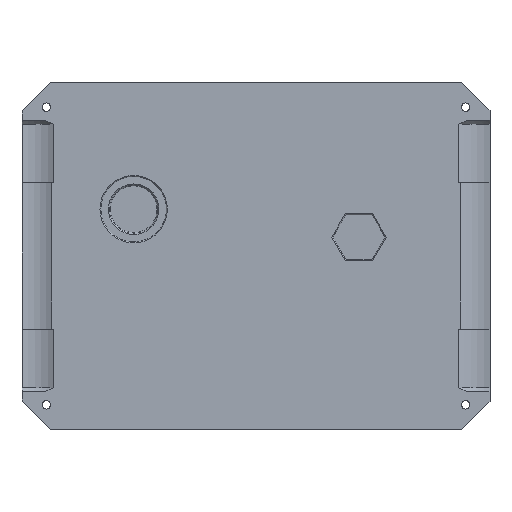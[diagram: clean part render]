
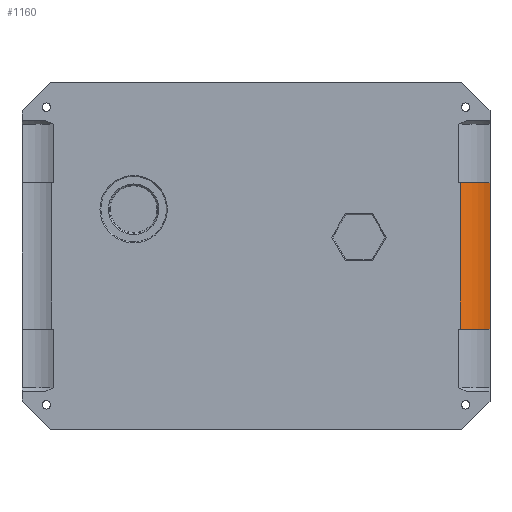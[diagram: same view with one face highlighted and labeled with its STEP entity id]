
A CAD part, top view. The second image highlights one B-rep face of the part: STEP entity #1160.
In plain terms, the highlighted cylindrical face has radius 20.05 mm (diameter 40.1 mm), a partial arc.
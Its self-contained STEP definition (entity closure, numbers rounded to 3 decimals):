
#26=CYLINDRICAL_SURFACE('',#1240,20.05);
#44=LINE('',#1725,#157);
#54=LINE('',#1756,#167);
#157=VECTOR('',#1368,10.);
#167=VECTOR('',#1390,10.);
#314=FACE_OUTER_BOUND('',#382,.T.);
#382=EDGE_LOOP('',(#838,#839,#840,#841));
#457=CIRCLE('',#1231,20.05);
#460=CIRCLE('',#1237,20.05);
#521=VERTEX_POINT('',#1705);
#524=VERTEX_POINT('',#1712);
#527=VERTEX_POINT('',#1724);
#534=VERTEX_POINT('',#1744);
#635=EDGE_CURVE('',#524,#521,#457,.T.);
#639=EDGE_CURVE('',#521,#527,#44,.T.);
#651=EDGE_CURVE('',#527,#534,#460,.T.);
#654=EDGE_CURVE('',#534,#524,#54,.T.);
#838=ORIENTED_EDGE('',*,*,#635,.F.);
#839=ORIENTED_EDGE('',*,*,#654,.F.);
#840=ORIENTED_EDGE('',*,*,#651,.F.);
#841=ORIENTED_EDGE('',*,*,#639,.F.);
#1160=ADVANCED_FACE('',(#314),#26,.F.);
#1231=AXIS2_PLACEMENT_3D('',#1716,#1358,#1359);
#1237=AXIS2_PLACEMENT_3D('',#1750,#1381,#1382);
#1240=AXIS2_PLACEMENT_3D('',#1755,#1388,#1389);
#1358=DIRECTION('center_axis',(0.,-1.,0.));
#1359=DIRECTION('ref_axis',(-1.,0.,0.));
#1368=DIRECTION('',(0.,-1.,0.));
#1381=DIRECTION('center_axis',(0.,1.,0.));
#1382=DIRECTION('ref_axis',(-1.,0.,0.));
#1388=DIRECTION('center_axis',(0.,-1.,0.));
#1389=DIRECTION('ref_axis',(-1.,0.,0.));
#1390=DIRECTION('',(0.,1.,0.));
#1705=CARTESIAN_POINT('',(125.,39.,3.369));
#1712=CARTESIAN_POINT('',(109.215,39.,5.));
#1716=CARTESIAN_POINT('Origin',(119.,39.,22.5));
#1724=CARTESIAN_POINT('',(125.,-39.,3.369));
#1725=CARTESIAN_POINT('',(125.,72.5,3.369));
#1744=CARTESIAN_POINT('',(109.215,-39.,5.));
#1750=CARTESIAN_POINT('Origin',(119.,-39.,22.5));
#1755=CARTESIAN_POINT('Origin',(119.,72.5,22.5));
#1756=CARTESIAN_POINT('',(109.215,72.5,5.));
